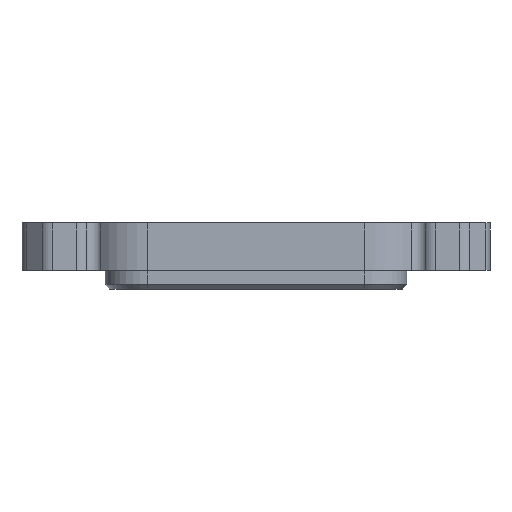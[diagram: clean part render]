
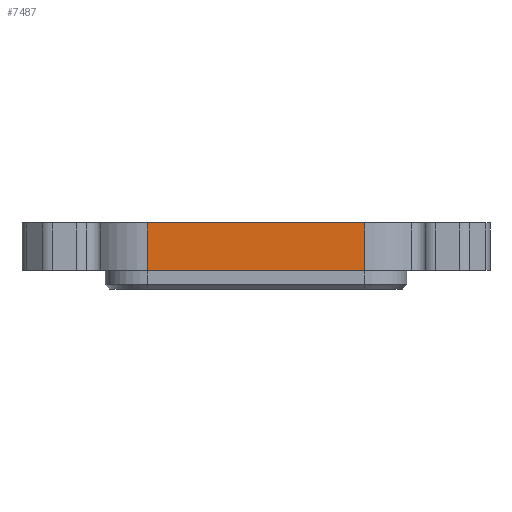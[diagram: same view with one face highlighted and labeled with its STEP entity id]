
A CAD part, front view. The second image highlights one B-rep face of the part: STEP entity #7487.
In plain terms, the highlighted planar face has unit normal (0, -1, 0).
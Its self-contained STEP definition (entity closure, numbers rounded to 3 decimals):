
#1135=FACE_OUTER_BOUND('',#1595,.T.);
#1595=EDGE_LOOP('',(#6883,#6884,#6885,#6886));
#2131=LINE('',#13689,#2781);
#2207=LINE('',#13972,#2857);
#2245=LINE('',#14078,#2895);
#2246=LINE('',#14080,#2896);
#2781=VECTOR('',#8971,10.);
#2857=VECTOR('',#9265,10.);
#2895=VECTOR('',#9403,10.);
#2896=VECTOR('',#9406,10.);
#3503=VERTEX_POINT('',#13686);
#3504=VERTEX_POINT('',#13688);
#3601=VERTEX_POINT('',#13969);
#3602=VERTEX_POINT('',#13971);
#4521=EDGE_CURVE('',#3503,#3504,#2131,.T.);
#4657=EDGE_CURVE('',#3602,#3601,#2207,.T.);
#4709=EDGE_CURVE('',#3601,#3504,#2245,.T.);
#4710=EDGE_CURVE('',#3602,#3503,#2246,.T.);
#6883=ORIENTED_EDGE('',*,*,#4657,.T.);
#6884=ORIENTED_EDGE('',*,*,#4709,.T.);
#6885=ORIENTED_EDGE('',*,*,#4521,.F.);
#6886=ORIENTED_EDGE('',*,*,#4710,.F.);
#7078=PLANE('',#7919);
#7487=ADVANCED_FACE('',(#1135),#7078,.T.);
#7919=AXIS2_PLACEMENT_3D('',#14079,#9404,#9405);
#8971=DIRECTION('',(1.,0.,0.));
#9265=DIRECTION('',(1.,0.,0.));
#9403=DIRECTION('',(0.,0.,1.));
#9404=DIRECTION('center_axis',(0.,-1.,0.));
#9405=DIRECTION('ref_axis',(1.,0.,0.));
#9406=DIRECTION('',(0.,0.,1.));
#13686=CARTESIAN_POINT('',(-16.8,-14.52,5.));
#13688=CARTESIAN_POINT('',(6.2,-14.52,5.));
#13689=CARTESIAN_POINT('',(-16.8,-14.52,5.));
#13969=CARTESIAN_POINT('',(6.2,-14.52,0.));
#13971=CARTESIAN_POINT('',(-16.8,-14.52,0.));
#13972=CARTESIAN_POINT('',(-16.8,-14.52,0.));
#14078=CARTESIAN_POINT('',(6.2,-14.52,0.));
#14079=CARTESIAN_POINT('Origin',(-16.8,-14.52,0.));
#14080=CARTESIAN_POINT('',(-16.8,-14.52,0.));
